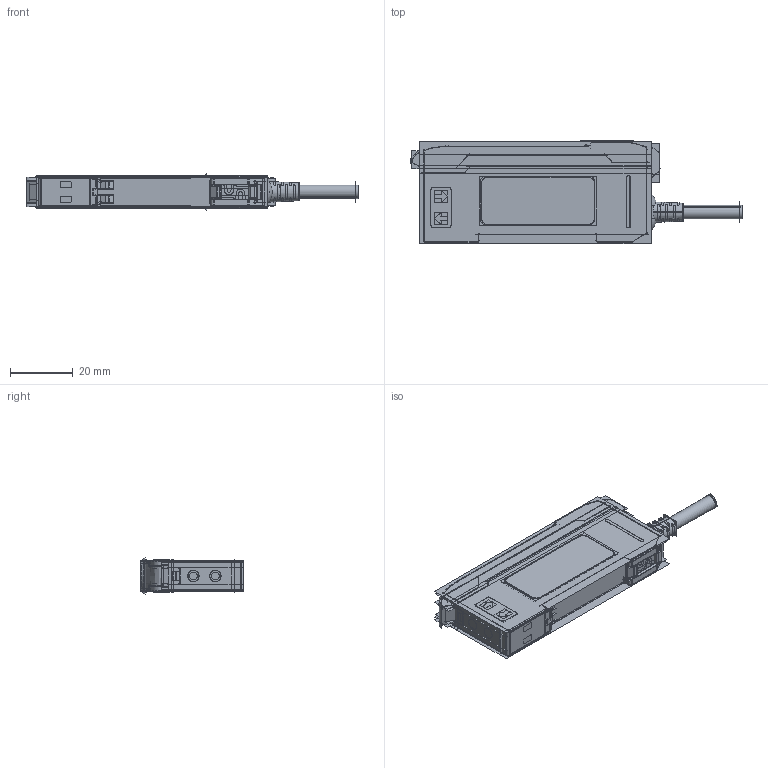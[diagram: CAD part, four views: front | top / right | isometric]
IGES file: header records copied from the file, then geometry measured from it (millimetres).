
Start section:  PTC IGES file: 161273.igs
Global section: file name: 161273.igs; native system: Creo Parametric by PTC Inc.; preprocessor: 2019292; author: PDMAdmin; organization: Unknown; date: 20220418.101146; units: millimetre
Bounding box: 105.76 x 33.09 x 11.47 mm (x, y, z)
Surface area: 337586.5 mm2
Topology: 17 solids, 17 shells, 4998 faces, 30928 edges, 42758 vertices
Faces by surface type: bspline 3742, revolution 1246, extrusion 10
